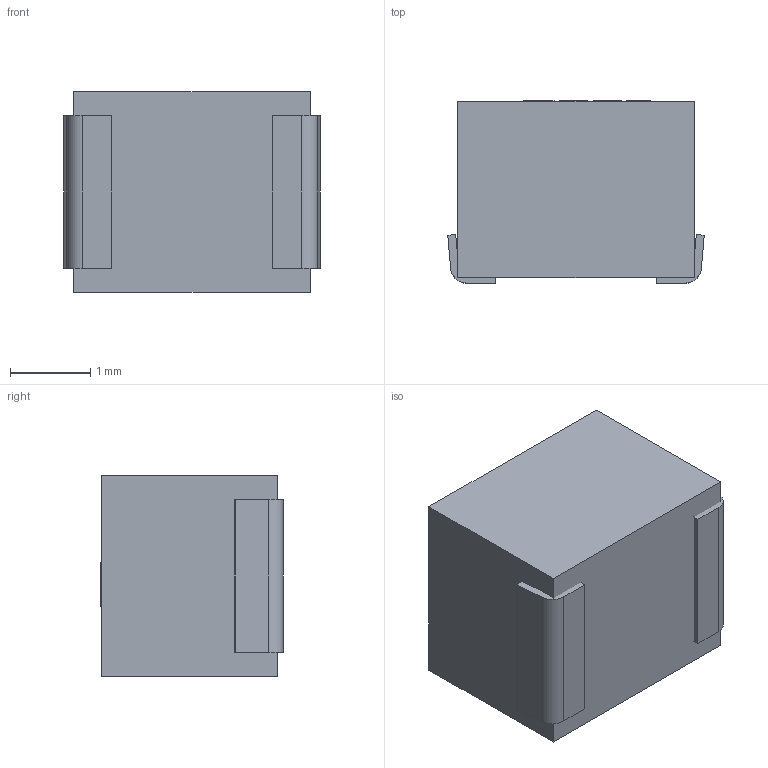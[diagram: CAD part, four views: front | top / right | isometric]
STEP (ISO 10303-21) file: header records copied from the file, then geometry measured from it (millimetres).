
FILE_DESCRIPTION (( 'STEP AP214' ), '1' );
FILE_NAME ('User Library-NLV32.STEP', '2020-09-08T07:33:46', ( '' ), ( '' ), 'SwSTEP 2.0', 'SolidWorks 2020', '' );
FILE_SCHEMA (( 'AUTOMOTIVE_DESIGN' ));
Length unit declared in the file: millimetre
Products named in the file (1): User Library-NLV32
Bounding box: 3.2 x 2.28 x 2.5 mm (x, y, z)
Volume: 16.7 mm3; surface area: 48.3 mm2
Topology: 7 solids, 7 shells, 74 faces, 180 edges, 120 vertices
Faces by surface type: plane 53, bspline 17, cylinder 4
Entity records: 4002 total; most frequent: CARTESIAN_POINT 1520, ORIENTED_EDGE 360, DIRECTION 270, EDGE_CURVE 180, LINE 138, VECTOR 138, VERTEX_POINT 120, EDGE_LOOP 78
